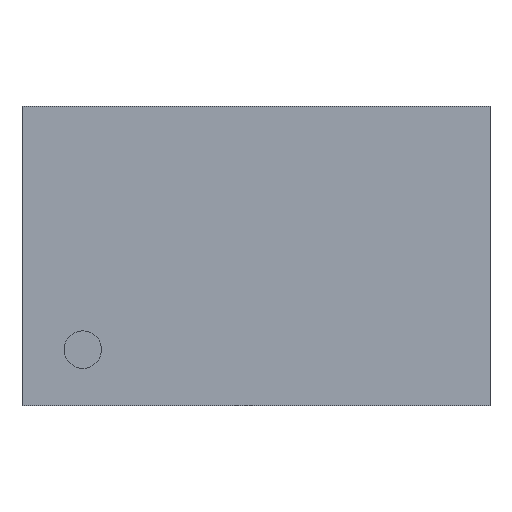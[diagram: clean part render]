
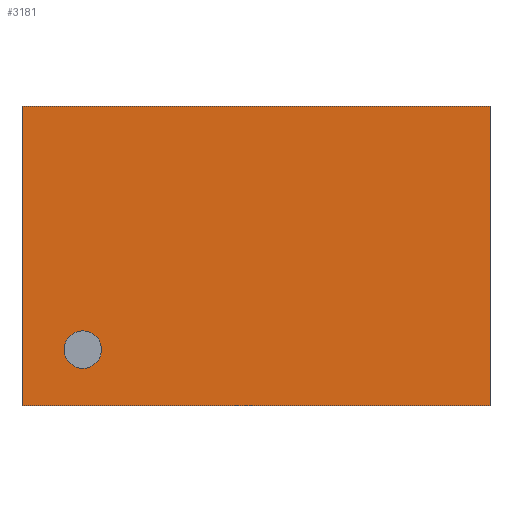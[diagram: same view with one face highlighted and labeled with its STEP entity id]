
A CAD part, left-side view. The second image highlights one B-rep face of the part: STEP entity #3181.
In plain terms, the highlighted planar face has unit normal (-1, 0, 0).
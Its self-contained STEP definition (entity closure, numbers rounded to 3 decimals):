
#28=FACE_BOUND('',#488,.T.);
#30=CIRCLE('',#3192,0.2);
#321=FACE_OUTER_BOUND('',#487,.T.);
#487=EDGE_LOOP('',(#2739,#2740,#2741,#2742));
#488=EDGE_LOOP('',(#2743));
#609=LINE('',#4597,#954);
#728=LINE('',#4903,#1073);
#832=LINE('',#5145,#1177);
#833=LINE('',#5147,#1178);
#954=VECTOR('',#3728,5.);
#1073=VECTOR('',#4009,5.);
#1177=VECTOR('',#4275,3.2);
#1178=VECTOR('',#4278,3.2);
#1190=VERTEX_POINT('',#4316);
#1286=VERTEX_POINT('',#4594);
#1287=VERTEX_POINT('',#4596);
#1392=VERTEX_POINT('',#4900);
#1393=VERTEX_POINT('',#4902);
#1467=EDGE_CURVE('',#1190,#1190,#30,.T.);
#1607=EDGE_CURVE('',#1287,#1286,#609,.T.);
#1762=EDGE_CURVE('',#1393,#1392,#728,.T.);
#1880=EDGE_CURVE('',#1286,#1393,#832,.T.);
#1881=EDGE_CURVE('',#1392,#1287,#833,.T.);
#2739=ORIENTED_EDGE('',*,*,#1607,.T.);
#2740=ORIENTED_EDGE('',*,*,#1880,.T.);
#2741=ORIENTED_EDGE('',*,*,#1762,.T.);
#2742=ORIENTED_EDGE('',*,*,#1881,.T.);
#2743=ORIENTED_EDGE('',*,*,#1467,.T.);
#2852=PLANE('',#3433);
#3181=ADVANCED_FACE('',(#321,#28),#2852,.F.);
#3192=AXIS2_PLACEMENT_3D('',#4317,#3467,#3468);
#3433=AXIS2_PLACEMENT_3D('',#5148,#4279,#4280);
#3467=DIRECTION('center_axis',(1.,0.,0.));
#3468=DIRECTION('ref_axis',(0.,0.,-1.));
#3728=DIRECTION('',(0.,1.,0.));
#4009=DIRECTION('',(0.,-1.,0.));
#4275=DIRECTION('',(0.,0.,-1.));
#4278=DIRECTION('',(0.,0.,1.));
#4279=DIRECTION('center_axis',(1.,0.,0.));
#4280=DIRECTION('ref_axis',(0.,0.,-1.));
#4316=CARTESIAN_POINT('',(0.,1.85,-0.8));
#4317=CARTESIAN_POINT('Origin',(0.,1.85,-1.));
#4594=CARTESIAN_POINT('',(0.,2.5,1.6));
#4596=CARTESIAN_POINT('',(0.,-2.5,1.6));
#4597=CARTESIAN_POINT('',(0.,-2.5,1.6));
#4900=CARTESIAN_POINT('',(0.,-2.5,-1.6));
#4902=CARTESIAN_POINT('',(0.,2.5,-1.6));
#4903=CARTESIAN_POINT('',(0.,2.5,-1.6));
#5145=CARTESIAN_POINT('',(0.,2.5,1.6));
#5147=CARTESIAN_POINT('',(0.,-2.5,-1.6));
#5148=CARTESIAN_POINT('Origin',(0.,0.,0.));
